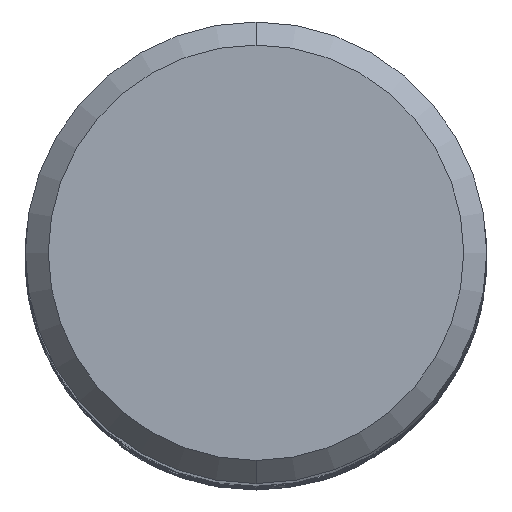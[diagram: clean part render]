
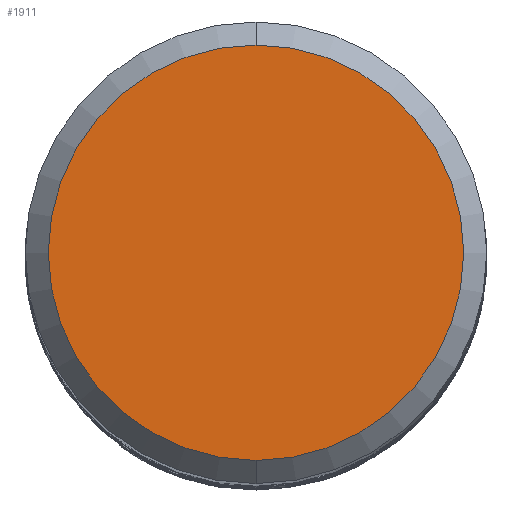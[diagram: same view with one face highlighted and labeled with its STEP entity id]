
A CAD part, top view. The second image highlights one B-rep face of the part: STEP entity #1911.
In plain terms, the highlighted planar face has unit normal (0, 0, 1).
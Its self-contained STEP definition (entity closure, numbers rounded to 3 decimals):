
#1583=VERTEX_POINT('',#4292);
#1789=EDGE_CURVE('',#3605,#1583,#4515,.T.);
#1911=ADVANCED_FACE('',(#4646),#4647,.T.);
#3605=VERTEX_POINT('',#6492);
#3707=EDGE_CURVE('',#1583,#3605,#6606,.T.);
#4292=CARTESIAN_POINT('',(0.,-7.2,0.0));
#4515=CIRCLE('',#12682,7.2);
#4646=FACE_OUTER_BOUND('',#13655,.T.);
#4647=PLANE('',#13656);
#6492=CARTESIAN_POINT('',(0.0,7.2,0.0));
#6606=CIRCLE('',#44145,7.2);
#12682=AXIS2_PLACEMENT_3D('',#49302,#49303,#49304);
#13655=EDGE_LOOP('',(#49417,#49418));
#13656=AXIS2_PLACEMENT_3D('',#49419,#49420,#49421);
#44145=AXIS2_PLACEMENT_3D('',#51487,#51488,#51489);
#49302=CARTESIAN_POINT('',(0.0,0.0,0.0));
#49303=DIRECTION('',(0.0,0.0,-1.0));
#49304=DIRECTION('',(0.0,1.0,0.0));
#49417=ORIENTED_EDGE('',*,*,#1789,.F.);
#49418=ORIENTED_EDGE('',*,*,#3707,.F.);
#49419=CARTESIAN_POINT('',(0.0,3.6,0.0));
#49420=DIRECTION('',(-0.0,0.0,1.0));
#49421=DIRECTION('',(0.0,-1.0,0.0));
#51487=CARTESIAN_POINT('',(0.0,0.0,0.0));
#51488=DIRECTION('',(0.0,0.0,-1.0));
#51489=DIRECTION('',(0.0,1.0,0.0));
